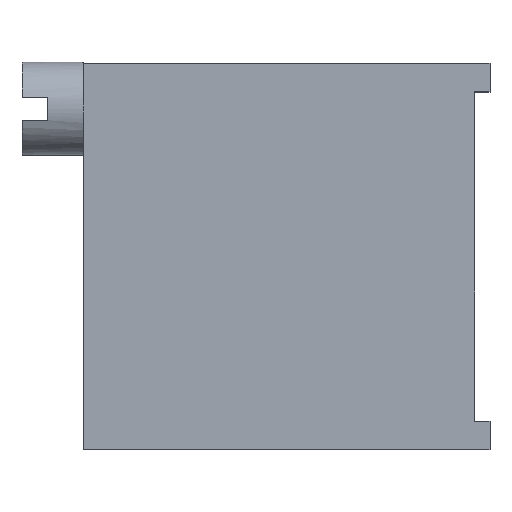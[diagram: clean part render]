
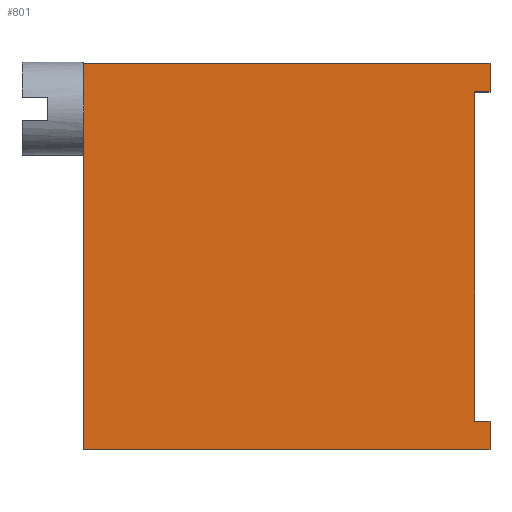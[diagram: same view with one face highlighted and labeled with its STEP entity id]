
A CAD part, top view. The second image highlights one B-rep face of the part: STEP entity #801.
In plain terms, the highlighted planar face has unit normal (0, 0, 1).
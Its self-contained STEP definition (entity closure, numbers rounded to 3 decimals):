
#161 = VERTEX_POINT('',#162);
#162 = CARTESIAN_POINT('',(-5.23,-7.305,6.1));
#168 = EDGE_CURVE('',#161,#169,#171,.T.);
#169 = VERTEX_POINT('',#170);
#170 = CARTESIAN_POINT('',(-5.23,0.759,6.1));
#171 = LINE('',#172,#173);
#172 = CARTESIAN_POINT('',(-5.23,-7.305,6.1));
#173 = VECTOR('',#174,1.);
#174 = DIRECTION('',(0.,1.,0.));
#352 = VERTEX_POINT('',#353);
#353 = CARTESIAN_POINT('',(4.8,-7.305,6.1));
#359 = EDGE_CURVE('',#161,#352,#360,.T.);
#360 = LINE('',#361,#362);
#361 = CARTESIAN_POINT('',(3.8,-7.305,6.1));
#362 = VECTOR('',#363,1.);
#363 = DIRECTION('',(1.,0.,0.));
#391 = VERTEX_POINT('',#392);
#392 = CARTESIAN_POINT('',(-5.23,2.225,6.1));
#398 = EDGE_CURVE('',#391,#399,#401,.T.);
#399 = VERTEX_POINT('',#400);
#400 = CARTESIAN_POINT('',(4.8,2.225,6.1));
#401 = LINE('',#402,#403);
#402 = CARTESIAN_POINT('',(3.8,2.225,6.1));
#403 = VECTOR('',#404,1.);
#404 = DIRECTION('',(1.,0.,0.));
#487 = VERTEX_POINT('',#488);
#488 = CARTESIAN_POINT('',(4.8,-6.605,6.1));
#503 = VERTEX_POINT('',#504);
#504 = CARTESIAN_POINT('',(4.42,-6.605,6.1));
#510 = EDGE_CURVE('',#503,#487,#511,.T.);
#511 = LINE('',#512,#513);
#512 = CARTESIAN_POINT('',(3.8,-6.605,6.1));
#513 = VECTOR('',#514,1.);
#514 = DIRECTION('',(1.,0.,0.));
#527 = VERTEX_POINT('',#528);
#528 = CARTESIAN_POINT('',(4.8,1.525,6.1));
#543 = VERTEX_POINT('',#544);
#544 = CARTESIAN_POINT('',(4.42,1.525,6.1));
#550 = EDGE_CURVE('',#543,#527,#551,.T.);
#551 = LINE('',#552,#553);
#552 = CARTESIAN_POINT('',(3.8,1.525,6.1));
#553 = VECTOR('',#554,1.);
#554 = DIRECTION('',(1.,0.,0.));
#564 = EDGE_CURVE('',#503,#543,#565,.T.);
#565 = LINE('',#566,#567);
#566 = CARTESIAN_POINT('',(4.42,-7.305,6.1));
#567 = VECTOR('',#568,1.);
#568 = DIRECTION('',(0.,1.,0.));
#717 = VERTEX_POINT('',#718);
#718 = CARTESIAN_POINT('',(-5.23,1.461,6.1));
#801 = ADVANCED_FACE('',(#802),#834,.T.);
#802 = FACE_BOUND('',#803,.T.);
#803 = EDGE_LOOP('',(#804,#805,#806,#812,#813,#814,#815,#821,#822,#828)
  );
#804 = ORIENTED_EDGE('',*,*,#168,.F.);
#805 = ORIENTED_EDGE('',*,*,#359,.T.);
#806 = ORIENTED_EDGE('',*,*,#807,.T.);
#807 = EDGE_CURVE('',#352,#487,#808,.T.);
#808 = LINE('',#809,#810);
#809 = CARTESIAN_POINT('',(4.8,-7.305,6.1));
#810 = VECTOR('',#811,1.);
#811 = DIRECTION('',(0.,1.,0.));
#812 = ORIENTED_EDGE('',*,*,#510,.F.);
#813 = ORIENTED_EDGE('',*,*,#564,.T.);
#814 = ORIENTED_EDGE('',*,*,#550,.T.);
#815 = ORIENTED_EDGE('',*,*,#816,.T.);
#816 = EDGE_CURVE('',#527,#399,#817,.T.);
#817 = LINE('',#818,#819);
#818 = CARTESIAN_POINT('',(4.8,1.525,6.1));
#819 = VECTOR('',#820,1.);
#820 = DIRECTION('',(0.,1.,0.));
#821 = ORIENTED_EDGE('',*,*,#398,.F.);
#822 = ORIENTED_EDGE('',*,*,#823,.F.);
#823 = EDGE_CURVE('',#717,#391,#824,.T.);
#824 = LINE('',#825,#826);
#825 = CARTESIAN_POINT('',(-5.23,-7.305,6.1));
#826 = VECTOR('',#827,1.);
#827 = DIRECTION('',(0.,1.,0.));
#828 = ORIENTED_EDGE('',*,*,#829,.F.);
#829 = EDGE_CURVE('',#169,#717,#830,.T.);
#830 = LINE('',#831,#832);
#831 = CARTESIAN_POINT('',(-5.23,-7.305,6.1));
#832 = VECTOR('',#833,1.);
#833 = DIRECTION('',(0.,1.,0.));
#834 = PLANE('',#835);
#835 = AXIS2_PLACEMENT_3D('',#836,#837,#838);
#836 = CARTESIAN_POINT('',(-0.201,-2.54,6.1));
#837 = DIRECTION('',(0.,0.,1.));
#838 = DIRECTION('',(0.,1.,0.));
